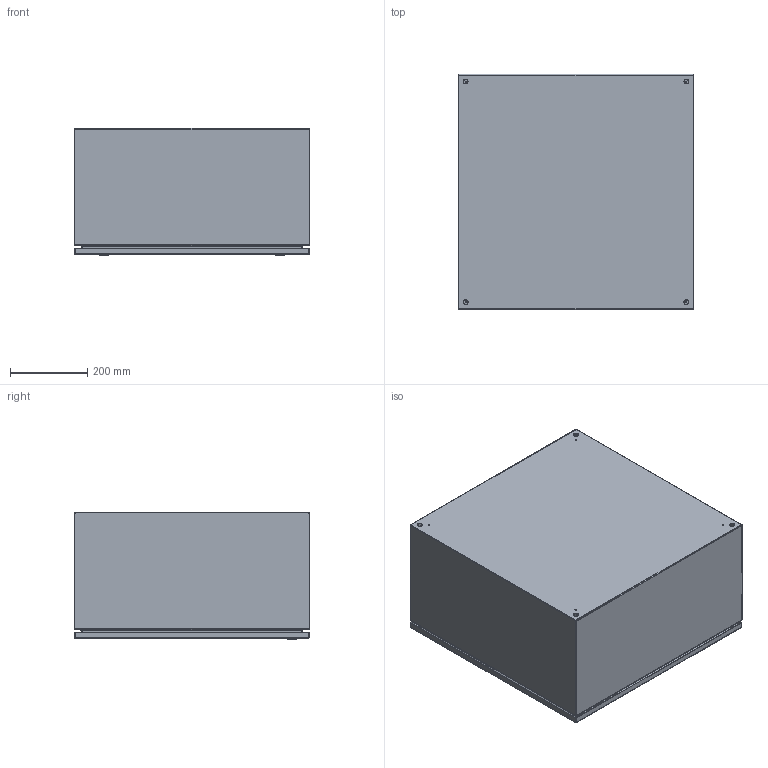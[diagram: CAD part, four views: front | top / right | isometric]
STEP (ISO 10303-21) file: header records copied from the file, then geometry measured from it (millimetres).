
FILE_DESCRIPTION (( 'STEP AP214' ), '1' );
FILE_NAME ('EN4SD242412LG.STEP', '2019-11-13T14:07:07', ( '' ), ( '' ), 'SwSTEP 2.0', 'SolidWorks 2019', '' );
FILE_SCHEMA (( 'AUTOMOTIVE_DESIGN' ));
Length unit declared in the file: inch
Products named in the file (1): EN4SD242412LG
Bounding box: 609.6 x 609.6 x 330.12 mm (x, y, z)
Volume: 3134787 mm3; surface area: 3458087.7 mm2
Topology: 29 solids, 30 shells, 736 faces, 1743 edges, 1086 vertices
Faces by surface type: plane 363, cylinder 245, bspline 80, torus 24, cone 20, sphere 4
Entity records: 32832 total; most frequent: CARTESIAN_POINT 6636, DIRECTION 3477, ORIENTED_EDGE 3446, EDGE_CURVE 1723, AXIS2_PLACEMENT_3D 1221, VERTEX_POINT 1086, VECTOR 1035, LINE 1035
